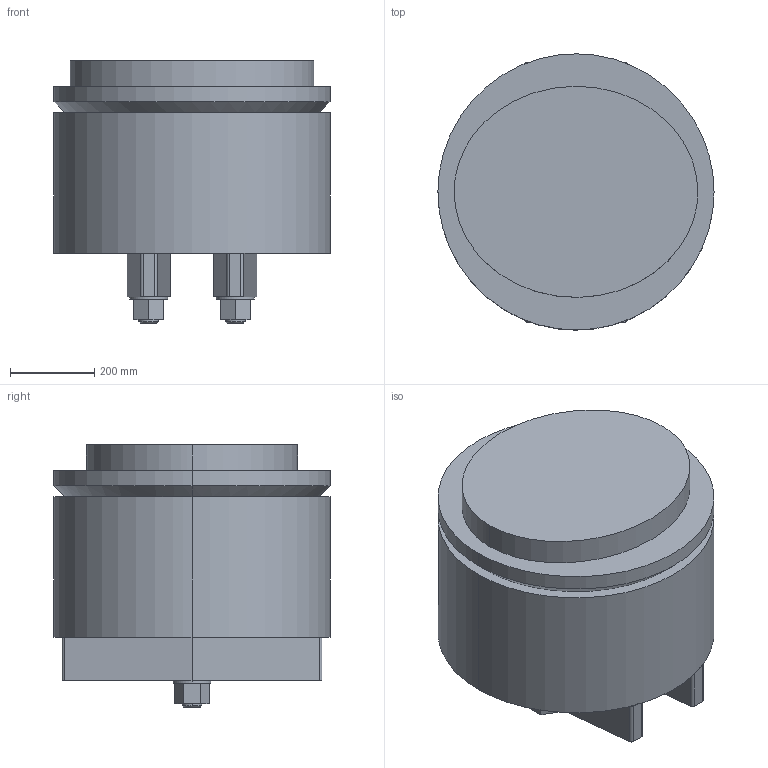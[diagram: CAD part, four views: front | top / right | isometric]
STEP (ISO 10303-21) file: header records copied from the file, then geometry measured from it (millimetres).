
FILE_DESCRIPTION(('FreeCAD Model'),'2;1');
FILE_NAME('Open CASCADE Shape Model','2025-05-09T19:36:21',('FreeCAD'),( 'FreeCAD'),'Open CASCADE STEP processor 7.6','FreeCAD','Unknown');
FILE_SCHEMA(('AUTOMOTIVE_DESIGN { 1 0 10303 214 1 1 1 1 }'));
Length unit declared in the file: millimetre
Products named in the file (1): Open CASCADE STEP translator 7.6 1
Bounding box: 654.69 x 654.69 x 623.24 mm (x, y, z)
Volume: 74019893.6 mm3; surface area: 3273571.5 mm2
Topology: 11 solids, 11 shells, 96 faces, 210 edges, 138 vertices
Faces by surface type: bspline 96
Entity records: 2718 total; most frequent: CARTESIAN_POINT 1421, ORIENTED_EDGE 420, EDGE_CURVE 210, VERTEX_POINT 138, B_SPLINE_CURVE_WITH_KNOTS 120, FACE_BOUND 114, EDGE_LOOP 114, ADVANCED_FACE 96
